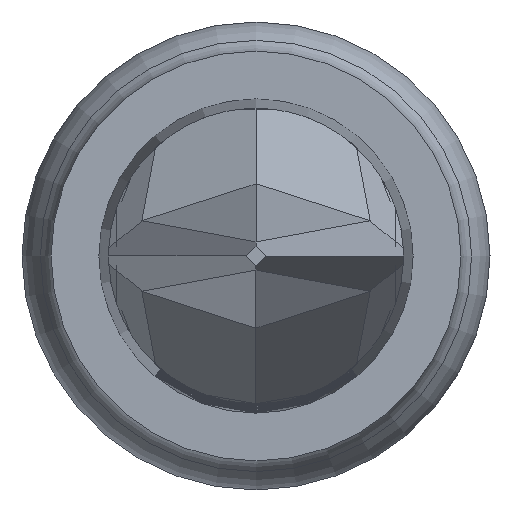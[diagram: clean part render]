
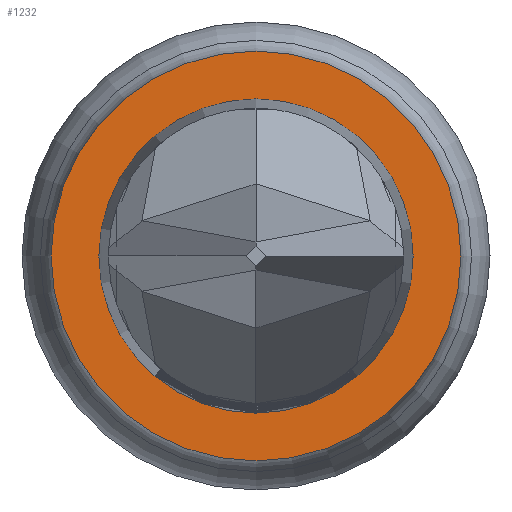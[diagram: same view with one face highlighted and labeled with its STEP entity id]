
A CAD part, left-side view. The second image highlights one B-rep face of the part: STEP entity #1232.
In plain terms, the highlighted planar face has unit normal (-1, 0, 0).
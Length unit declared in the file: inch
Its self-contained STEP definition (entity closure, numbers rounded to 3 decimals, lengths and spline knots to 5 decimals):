
#102 = AXIS2_PLACEMENT_3D ( 'NONE', #1273, #537, #326 ) ;
#125 = CARTESIAN_POINT ( 'NONE',  ( 0., 0.0165, 0. ) ) ;
#154 = FACE_BOUND ( 'NONE', #784, .T. ) ;
#326 = DIRECTION ( 'NONE',  ( 0., 0., -1. ) ) ;
#350 = PLANE ( 'NONE',  #1220 ) ;
#380 = CIRCLE ( 'NONE', #102, 0.0176 ) ;
#473 = DIRECTION ( 'NONE',  ( -1., 0., 0. ) ) ;
#537 = DIRECTION ( 'NONE',  ( 1., 0., 0. ) ) ;
#636 = EDGE_CURVE ( 'NONE', #1072, #1072, #854, .T. ) ;
#706 = FACE_OUTER_BOUND ( 'NONE', #1040, .T. ) ;
#784 = EDGE_LOOP ( 'NONE', ( #984 ) ) ;
#809 = VERTEX_POINT ( 'NONE', #882 ) ;
#854 = CIRCLE ( 'NONE', #1191, 0.01349 ) ;
#882 = CARTESIAN_POINT ( 'NONE',  ( 0., 0., -0.0176 ) ) ;
#894 = DIRECTION ( 'NONE',  ( 0., 0., 1. ) ) ;
#913 = DIRECTION ( 'NONE',  ( -1., 0., 0. ) ) ;
#984 = ORIENTED_EDGE ( 'NONE', *, *, #636, .F. ) ;
#1040 = EDGE_LOOP ( 'NONE', ( #1261 ) ) ;
#1072 = VERTEX_POINT ( 'NONE', #1248 ) ;
#1099 = CARTESIAN_POINT ( 'NONE',  ( 0., 0., 0. ) ) ;
#1191 = AXIS2_PLACEMENT_3D ( 'NONE', #1099, #473, #894 ) ;
#1204 = DIRECTION ( 'NONE',  ( 0., 0., 1. ) ) ;
#1220 = AXIS2_PLACEMENT_3D ( 'NONE', #125, #913, #1204 ) ;
#1232 = ADVANCED_FACE ( 'NONE', ( #154, #706 ), #350, .T. ) ;
#1248 = CARTESIAN_POINT ( 'NONE',  ( 0., 0., 0.01349 ) ) ;
#1261 = ORIENTED_EDGE ( 'NONE', *, *, #1327, .F. ) ;
#1273 = CARTESIAN_POINT ( 'NONE',  ( 0., 0., 0. ) ) ;
#1327 = EDGE_CURVE ( 'NONE', #809, #809, #380, .T. ) ;
